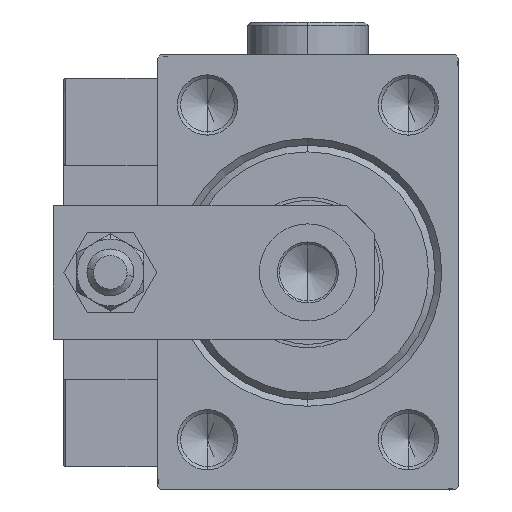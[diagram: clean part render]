
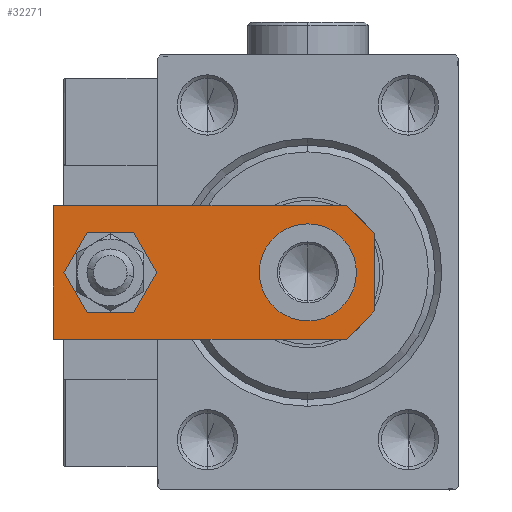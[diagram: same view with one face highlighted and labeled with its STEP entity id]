
A CAD part, left-side view. The second image highlights one B-rep face of the part: STEP entity #32271.
In plain terms, the highlighted face is planar.
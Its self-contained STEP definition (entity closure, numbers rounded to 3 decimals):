
#2072 = EDGE_CURVE ( 'NONE', #36374, #9222, #21859, .T. ) ;
#4563 = EDGE_CURVE ( 'NONE', #21033, #28176, #18649, .T. ) ;
#5072 = CARTESIAN_POINT ( 'NONE',  ( -10., 48., 6. ) ) ;
#5599 = VERTEX_POINT ( 'NONE', #45359 ) ;
#5774 = CARTESIAN_POINT ( 'NONE',  ( 0., 10., 6. ) ) ;
#6140 = EDGE_CURVE ( 'NONE', #11448, #40478, #9315, .T. ) ;
#6270 = CIRCLE ( 'NONE', #12245, 4. ) ;
#6274 = CARTESIAN_POINT ( 'NONE',  ( 10., 0., 6. ) ) ;
#7004 = AXIS2_PLACEMENT_3D ( 'NONE', #5774, #26512, #22000 ) ;
#7135 = ORIENTED_EDGE ( 'NONE', *, *, #39018, .T. ) ;
#8887 = PLANE ( 'NONE',  #29473 ) ;
#9222 = VERTEX_POINT ( 'NONE', #19769 ) ;
#9315 = LINE ( 'NONE', #5072, #26349 ) ;
#10031 = AXIS2_PLACEMENT_3D ( 'NONE', #21243, #49186, #20468 ) ;
#10169 = CARTESIAN_POINT ( 'NONE',  ( -10., 48., 6. ) ) ;
#11082 = EDGE_CURVE ( 'NONE', #28176, #21033, #23127, .T. ) ;
#11448 = VERTEX_POINT ( 'NONE', #10169 ) ;
#11900 = CARTESIAN_POINT ( 'NONE',  ( 10., 48., 6. ) ) ;
#12245 = AXIS2_PLACEMENT_3D ( 'NONE', #33431, #37670, #17463 ) ;
#12699 = CARTESIAN_POINT ( 'NONE',  ( 2.88, -2.88, 6. ) ) ;
#13406 = EDGE_CURVE ( 'NONE', #40478, #36374, #15878, .T. ) ;
#13821 = VERTEX_POINT ( 'NONE', #32819 ) ;
#14963 = CARTESIAN_POINT ( 'NONE',  ( -10., 4.24, 6. ) ) ;
#15878 = LINE ( 'NONE', #24638, #44369 ) ;
#15969 = ORIENTED_EDGE ( 'NONE', *, *, #11082, .F. ) ;
#17463 = DIRECTION ( 'NONE',  ( 1., 0., 0. ) ) ;
#17617 = EDGE_LOOP ( 'NONE', ( #47601, #15969 ) ) ;
#17656 = EDGE_CURVE ( 'NONE', #9222, #5599, #50182, .T. ) ;
#17691 = EDGE_CURVE ( 'NONE', #35375, #13821, #6270, .T. ) ;
#18649 = CIRCLE ( 'NONE', #25454, 7.25 ) ;
#18875 = CARTESIAN_POINT ( 'NONE',  ( 7.25, 10., 6. ) ) ;
#19045 = CARTESIAN_POINT ( 'NONE',  ( -7.25, 10., 6. ) ) ;
#19567 = DIRECTION ( 'NONE',  ( 0., 0., 1. ) ) ;
#19769 = CARTESIAN_POINT ( 'NONE',  ( 5.76, 0., 6. ) ) ;
#20256 = VECTOR ( 'NONE', #46594, 1000. ) ;
#20468 = DIRECTION ( 'NONE',  ( 1., 0., 0. ) ) ;
#21033 = VERTEX_POINT ( 'NONE', #19045 ) ;
#21243 = CARTESIAN_POINT ( 'NONE',  ( 0., 39.5, 6. ) ) ;
#21604 = CARTESIAN_POINT ( 'NONE',  ( -10., 0., 6. ) ) ;
#21859 = LINE ( 'NONE', #21604, #20256 ) ;
#22000 = DIRECTION ( 'NONE',  ( 1., 0., 0. ) ) ;
#22994 = ORIENTED_EDGE ( 'NONE', *, *, #35203, .T. ) ;
#23127 = CIRCLE ( 'NONE', #7004, 7.25 ) ;
#24638 = CARTESIAN_POINT ( 'NONE',  ( -2.88, -2.88, 6. ) ) ;
#25444 = DIRECTION ( 'NONE',  ( 0.707, 0.707, 0. ) ) ;
#25454 = AXIS2_PLACEMENT_3D ( 'NONE', #34994, #19567, #39233 ) ;
#25914 = ORIENTED_EDGE ( 'NONE', *, *, #17656, .T. ) ;
#25954 = DIRECTION ( 'NONE',  ( 0., 1., 0. ) ) ;
#26195 = VECTOR ( 'NONE', #40856, 1000. ) ;
#26349 = VECTOR ( 'NONE', #46277, 1000. ) ;
#26512 = DIRECTION ( 'NONE',  ( 0., 0., 1. ) ) ;
#27790 = CARTESIAN_POINT ( 'NONE',  ( 4., 39.5, 6. ) ) ;
#28176 = VERTEX_POINT ( 'NONE', #18875 ) ;
#29110 = FACE_BOUND ( 'NONE', #17617, .T. ) ;
#29473 = AXIS2_PLACEMENT_3D ( 'NONE', #41841, #49061, #33357 ) ;
#30661 = EDGE_LOOP ( 'NONE', ( #40725, #50843, #39496, #25914, #22994, #7135 ) ) ;
#31257 = CIRCLE ( 'NONE', #10031, 4. ) ;
#32271 = ADVANCED_FACE ( 'NONE', ( #42101, #41060, #29110 ), #8887, .T. ) ;
#32819 = CARTESIAN_POINT ( 'NONE',  ( -4., 39.5, 6. ) ) ;
#33357 = DIRECTION ( 'NONE',  ( 1., 0., 0. ) ) ;
#33403 = DIRECTION ( 'NONE',  ( 0.707, -0.707, 0. ) ) ;
#33431 = CARTESIAN_POINT ( 'NONE',  ( 0., 39.5, 6. ) ) ;
#34456 = LINE ( 'NONE', #6274, #43177 ) ;
#34716 = EDGE_CURVE ( 'NONE', #13821, #35375, #31257, .T. ) ;
#34994 = CARTESIAN_POINT ( 'NONE',  ( 0., 10., 6. ) ) ;
#35203 = EDGE_CURVE ( 'NONE', #5599, #43965, #34456, .T. ) ;
#35375 = VERTEX_POINT ( 'NONE', #27790 ) ;
#36374 = VERTEX_POINT ( 'NONE', #46975 ) ;
#36756 = EDGE_LOOP ( 'NONE', ( #43405, #46578 ) ) ;
#37670 = DIRECTION ( 'NONE',  ( 0., 0., 1. ) ) ;
#39018 = EDGE_CURVE ( 'NONE', #43965, #11448, #48068, .T. ) ;
#39233 = DIRECTION ( 'NONE',  ( 1., 0., 0. ) ) ;
#39496 = ORIENTED_EDGE ( 'NONE', *, *, #2072, .T. ) ;
#40478 = VERTEX_POINT ( 'NONE', #14963 ) ;
#40725 = ORIENTED_EDGE ( 'NONE', *, *, #6140, .T. ) ;
#40856 = DIRECTION ( 'NONE',  ( -1., 0., 0. ) ) ;
#41060 = FACE_OUTER_BOUND ( 'NONE', #30661, .T. ) ;
#41841 = CARTESIAN_POINT ( 'NONE',  ( 0., 0., 6. ) ) ;
#42101 = FACE_BOUND ( 'NONE', #36756, .T. ) ;
#43177 = VECTOR ( 'NONE', #25954, 1000. ) ;
#43405 = ORIENTED_EDGE ( 'NONE', *, *, #34716, .F. ) ;
#43965 = VERTEX_POINT ( 'NONE', #49463 ) ;
#44369 = VECTOR ( 'NONE', #33403, 1000. ) ;
#45359 = CARTESIAN_POINT ( 'NONE',  ( 10., 4.24, 6. ) ) ;
#46217 = VECTOR ( 'NONE', #25444, 1000. ) ;
#46277 = DIRECTION ( 'NONE',  ( 0., -1., 0. ) ) ;
#46578 = ORIENTED_EDGE ( 'NONE', *, *, #17691, .F. ) ;
#46594 = DIRECTION ( 'NONE',  ( 1., 0., 0. ) ) ;
#46975 = CARTESIAN_POINT ( 'NONE',  ( -5.76, 0., 6. ) ) ;
#47601 = ORIENTED_EDGE ( 'NONE', *, *, #4563, .F. ) ;
#48068 = LINE ( 'NONE', #11900, #26195 ) ;
#49061 = DIRECTION ( 'NONE',  ( 0., 0., 1. ) ) ;
#49186 = DIRECTION ( 'NONE',  ( 0., 0., 1. ) ) ;
#49463 = CARTESIAN_POINT ( 'NONE',  ( 10., 48., 6. ) ) ;
#50182 = LINE ( 'NONE', #12699, #46217 ) ;
#50843 = ORIENTED_EDGE ( 'NONE', *, *, #13406, .T. ) ;
